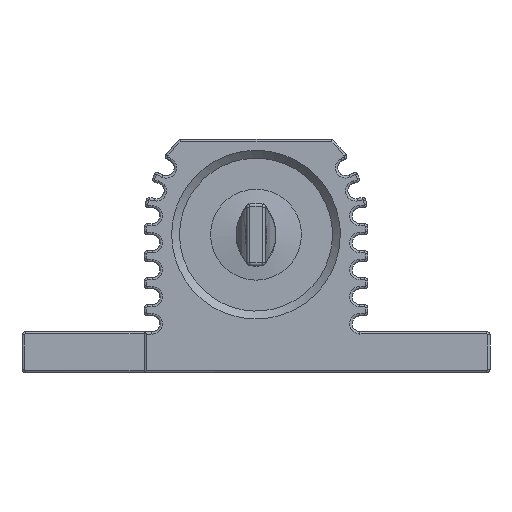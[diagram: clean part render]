
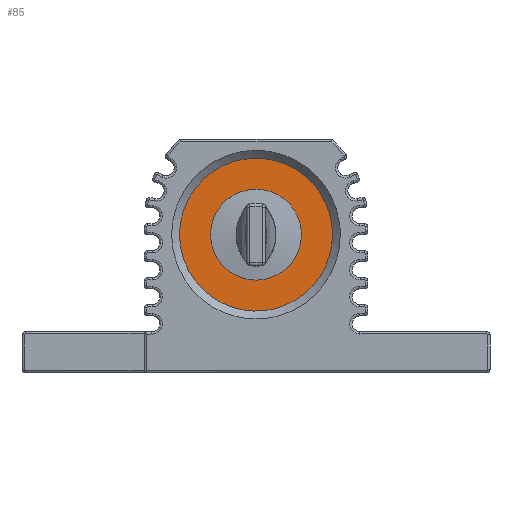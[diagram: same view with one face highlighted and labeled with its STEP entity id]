
A CAD part, left-side view. The second image highlights one B-rep face of the part: STEP entity #85.
In plain terms, the highlighted planar face has unit normal (-1, 0, 0).
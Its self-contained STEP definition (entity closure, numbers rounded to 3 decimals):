
#31=FACE_BOUND('',#763,.T.);
#85=ADVANCED_FACE('',(#420,#31),#4746,.T.);
#420=FACE_OUTER_BOUND('',#762,.T.);
#762=EDGE_LOOP('',(#1221));
#763=EDGE_LOOP('',(#1222));
#1221=ORIENTED_EDGE('',*,*,#2740,.F.);
#1222=ORIENTED_EDGE('',*,*,#2739,.F.);
#2739=EDGE_CURVE('',#4301,#4301,#3472,.T.);
#2740=EDGE_CURVE('',#4302,#4302,#3671,.T.);
#3472=B_SPLINE_CURVE_WITH_KNOTS('',3,(#9681,#9682,#9683,#9684,#9685,#9686,
#9687,#9688,#9689,#9690,#9691,#9692,#9693,#9694,#9695,#9696,#9697,#9698,
#9699,#9700,#9701,#9702,#9703,#9704,#9705,#9706,#9707,#9708,#9709,#9710,
#9711,#9712,#9713,#9714,#9715,#9716,#9717,#9718,#9719),.UNSPECIFIED.,.T.,
 .F.,(4,2,2,2,2,2,2,2,2,3,2,2,2,2,2,2,2,2,4),(0.,1.141,2.282,
3.424,3.982,4.562,5.132,5.701,
6.842,9.148,11.452,12.593,13.152,
13.732,14.302,14.871,16.012,17.154,
18.295),.UNSPECIFIED.);
#3671=(
BOUNDED_CURVE()
B_SPLINE_CURVE(2,(#9720,#9721,#9722,#9723,#9724,#9725,#9726,#9727,#9728),
 .UNSPECIFIED.,.T.,.F.)
B_SPLINE_CURVE_WITH_KNOTS((3,2,2,2,3),(0.,8.404,16.807,
25.211,33.614),.UNSPECIFIED.)
CURVE()
GEOMETRIC_REPRESENTATION_ITEM()
RATIONAL_B_SPLINE_CURVE((1.,0.707,1.,0.707,1.,0.707,
1.,0.707,1.))
REPRESENTATION_ITEM('')
);
#4301=VERTEX_POINT('',#8255);
#4302=VERTEX_POINT('',#8256);
#4746=PLANE('',#5103);
#5103=AXIS2_PLACEMENT_3D('',#6541,#5297,$);
#5297=DIRECTION('',(-1.,0.,0.));
#6541=CARTESIAN_POINT('',(-24.05,4.947,13.701));
#8255=CARTESIAN_POINT('',(-24.05,0.,11.637));
#8256=CARTESIAN_POINT('',(-24.05,-4.85,8.754));
#9681=CARTESIAN_POINT('',(-24.05,0.,11.637));
#9682=CARTESIAN_POINT('',(-24.05,0.379,11.637));
#9683=CARTESIAN_POINT('',(-24.05,0.753,11.562));
#9684=CARTESIAN_POINT('',(-24.05,1.453,11.272));
#9685=CARTESIAN_POINT('',(-24.05,1.771,11.06));
#9686=CARTESIAN_POINT('',(-24.05,2.306,10.525));
#9687=CARTESIAN_POINT('',(-24.05,2.518,10.207));
#9688=CARTESIAN_POINT('',(-24.05,2.734,9.686));
#9689=CARTESIAN_POINT('',(-24.05,2.788,9.509));
#9690=CARTESIAN_POINT('',(-24.05,2.863,9.139));
#9691=CARTESIAN_POINT('',(-24.05,2.883,8.947));
#9692=CARTESIAN_POINT('',(-24.05,2.883,8.565));
#9693=CARTESIAN_POINT('',(-24.05,2.864,8.377));
#9694=CARTESIAN_POINT('',(-24.05,2.79,8.006));
#9695=CARTESIAN_POINT('',(-24.05,2.736,7.825));
#9696=CARTESIAN_POINT('',(-24.05,2.518,7.301));
#9697=CARTESIAN_POINT('',(-24.05,2.306,6.983));
#9698=CARTESIAN_POINT('',(-24.05,1.498,6.175));
#9699=CARTESIAN_POINT('',(-24.05,0.765,5.871));
#9700=CARTESIAN_POINT('',(-24.05,0.,5.871));
#9701=CARTESIAN_POINT('',(-24.05,-0.765,5.871));
#9702=CARTESIAN_POINT('',(-24.05,-1.498,6.175));
#9703=CARTESIAN_POINT('',(-24.05,-2.306,6.983));
#9704=CARTESIAN_POINT('',(-24.05,-2.518,7.301));
#9705=CARTESIAN_POINT('',(-24.05,-2.734,7.822));
#9706=CARTESIAN_POINT('',(-24.05,-2.788,7.999));
#9707=CARTESIAN_POINT('',(-24.05,-2.863,8.369));
#9708=CARTESIAN_POINT('',(-24.05,-2.883,8.561));
#9709=CARTESIAN_POINT('',(-24.05,-2.883,8.943));
#9710=CARTESIAN_POINT('',(-24.05,-2.864,9.131));
#9711=CARTESIAN_POINT('',(-24.05,-2.79,9.502));
#9712=CARTESIAN_POINT('',(-24.05,-2.736,9.683));
#9713=CARTESIAN_POINT('',(-24.05,-2.518,10.207));
#9714=CARTESIAN_POINT('',(-24.05,-2.306,10.525));
#9715=CARTESIAN_POINT('',(-24.05,-1.771,11.06));
#9716=CARTESIAN_POINT('',(-24.05,-1.453,11.272));
#9717=CARTESIAN_POINT('',(-24.05,-0.753,11.562));
#9718=CARTESIAN_POINT('',(-24.05,-0.379,11.637));
#9719=CARTESIAN_POINT('',(-24.05,0.,11.637));
#9720=CARTESIAN_POINT('',(-24.05,-4.85,8.754));
#9721=CARTESIAN_POINT('',(-24.05,-4.85,3.904));
#9722=CARTESIAN_POINT('',(-24.05,0.,3.904));
#9723=CARTESIAN_POINT('',(-24.05,4.85,3.904));
#9724=CARTESIAN_POINT('',(-24.05,4.85,8.754));
#9725=CARTESIAN_POINT('',(-24.05,4.85,13.604));
#9726=CARTESIAN_POINT('',(-24.05,0.,13.604));
#9727=CARTESIAN_POINT('',(-24.05,-4.85,13.604));
#9728=CARTESIAN_POINT('',(-24.05,-4.85,8.754));
